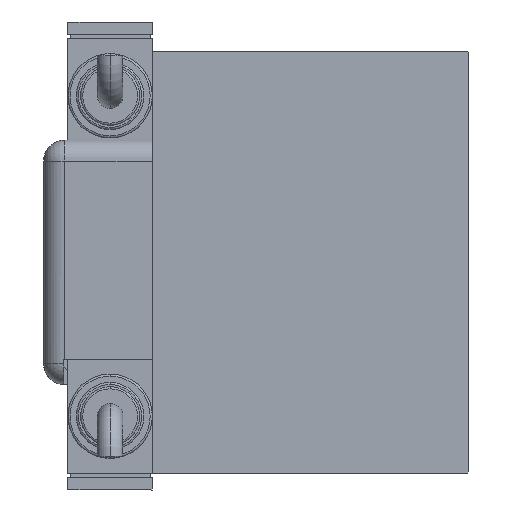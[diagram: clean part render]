
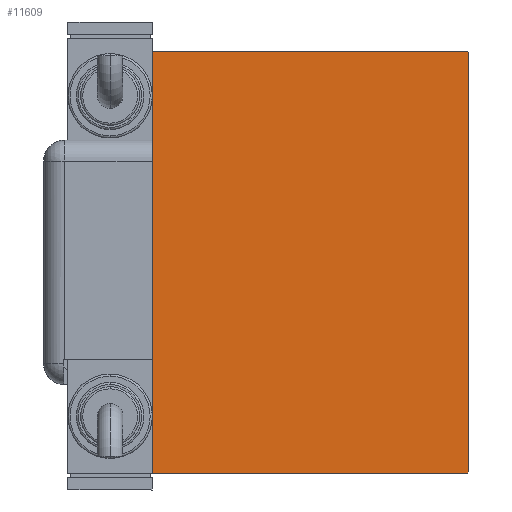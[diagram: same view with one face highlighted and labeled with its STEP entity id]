
A CAD part, left-side view. The second image highlights one B-rep face of the part: STEP entity #11609.
In plain terms, the highlighted face is planar.
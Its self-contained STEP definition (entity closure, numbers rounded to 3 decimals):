
#1800 = EDGE_CURVE ( 'NONE', #37030, #50958, #45714, .T. ) ;
#3394 = EDGE_LOOP ( 'NONE', ( #38205, #53469, #43518, #5871, #21943, #54527, #56643, #49649 ) ) ;
#4564 = DIRECTION ( 'NONE',  ( 0., 0., 1. ) ) ;
#4655 = VECTOR ( 'NONE', #28987, 1000. ) ;
#5798 = EDGE_CURVE ( 'NONE', #50011, #29669, #6349, .T. ) ;
#5820 = DIRECTION ( 'NONE',  ( 1., 0., 0. ) ) ;
#5871 = ORIENTED_EDGE ( 'NONE', *, *, #34290, .T. ) ;
#6349 = LINE ( 'NONE', #42714, #44109 ) ;
#6923 = CARTESIAN_POINT ( 'NONE',  ( 153., 37.2, 50. ) ) ;
#8700 = VERTEX_POINT ( 'NONE', #6923 ) ;
#10059 = FACE_OUTER_BOUND ( 'NONE', #3394, .T. ) ;
#10338 = CARTESIAN_POINT ( 'NONE',  ( 153., 43.6, -43.6 ) ) ;
#10499 = EDGE_CURVE ( 'NONE', #29669, #48867, #22993, .T. ) ;
#10624 = DIRECTION ( 'NONE',  ( 0., 0.707, 0.707 ) ) ;
#11164 = CARTESIAN_POINT ( 'NONE',  ( 153., -37.5, 49.7 ) ) ;
#11609 = ADVANCED_FACE ( 'NONE', ( #10059 ), #55692, .T. ) ;
#12400 = CARTESIAN_POINT ( 'NONE',  ( 153., -37.5, -50. ) ) ;
#12467 = CARTESIAN_POINT ( 'NONE',  ( 153., 37.2, -50. ) ) ;
#14865 = LINE ( 'NONE', #10338, #20441 ) ;
#15163 = CARTESIAN_POINT ( 'NONE',  ( 153., 0., 0. ) ) ;
#17567 = CARTESIAN_POINT ( 'NONE',  ( 153., -43.6, 43.6 ) ) ;
#19641 = CARTESIAN_POINT ( 'NONE',  ( 153., -43.6, -43.6 ) ) ;
#19879 = DIRECTION ( 'NONE',  ( 0., 0., -1. ) ) ;
#20441 = VECTOR ( 'NONE', #10624, 1000. ) ;
#20580 = LINE ( 'NONE', #34990, #37682 ) ;
#21943 = ORIENTED_EDGE ( 'NONE', *, *, #48499, .T. ) ;
#22993 = LINE ( 'NONE', #19641, #27021 ) ;
#25681 = DIRECTION ( 'NONE',  ( 0., -0.707, 0.707 ) ) ;
#26574 = LINE ( 'NONE', #17567, #37774 ) ;
#27021 = VECTOR ( 'NONE', #45812, 1000. ) ;
#28987 = DIRECTION ( 'NONE',  ( 0., -1., 0. ) ) ;
#29360 = DIRECTION ( 'NONE',  ( 0., -0.707, -0.707 ) ) ;
#29669 = VERTEX_POINT ( 'NONE', #35072 ) ;
#30443 = VERTEX_POINT ( 'NONE', #57158 ) ;
#30708 = DIRECTION ( 'NONE',  ( 0., 1., 0. ) ) ;
#30911 = AXIS2_PLACEMENT_3D ( 'NONE', #15163, #5820, #46101 ) ;
#32271 = CARTESIAN_POINT ( 'NONE',  ( 153., -37.2, -50. ) ) ;
#34290 = EDGE_CURVE ( 'NONE', #50958, #8700, #20580, .T. ) ;
#34389 = VERTEX_POINT ( 'NONE', #12467 ) ;
#34990 = CARTESIAN_POINT ( 'NONE',  ( 153., 43.6, 43.6 ) ) ;
#35072 = CARTESIAN_POINT ( 'NONE',  ( 153., -37.5, -49.7 ) ) ;
#35320 = VECTOR ( 'NONE', #4564, 1000. ) ;
#35363 = EDGE_CURVE ( 'NONE', #34389, #37030, #14865, .T. ) ;
#37030 = VERTEX_POINT ( 'NONE', #58813 ) ;
#37470 = EDGE_CURVE ( 'NONE', #48867, #34389, #53521, .T. ) ;
#37682 = VECTOR ( 'NONE', #25681, 1000. ) ;
#37774 = VECTOR ( 'NONE', #29360, 1000. ) ;
#38005 = LINE ( 'NONE', #51203, #4655 ) ;
#38205 = ORIENTED_EDGE ( 'NONE', *, *, #37470, .T. ) ;
#42714 = CARTESIAN_POINT ( 'NONE',  ( 153., -37.5, 50. ) ) ;
#43518 = ORIENTED_EDGE ( 'NONE', *, *, #1800, .T. ) ;
#44109 = VECTOR ( 'NONE', #19879, 1000. ) ;
#45714 = LINE ( 'NONE', #51872, #35320 ) ;
#45812 = DIRECTION ( 'NONE',  ( 0., 0.707, -0.707 ) ) ;
#46101 = DIRECTION ( 'NONE',  ( 0., 0., -1. ) ) ;
#47122 = CARTESIAN_POINT ( 'NONE',  ( 153., 37.5, 49.7 ) ) ;
#48330 = VECTOR ( 'NONE', #30708, 1000. ) ;
#48499 = EDGE_CURVE ( 'NONE', #8700, #30443, #38005, .T. ) ;
#48867 = VERTEX_POINT ( 'NONE', #32271 ) ;
#49649 = ORIENTED_EDGE ( 'NONE', *, *, #10499, .T. ) ;
#50011 = VERTEX_POINT ( 'NONE', #11164 ) ;
#50958 = VERTEX_POINT ( 'NONE', #47122 ) ;
#51203 = CARTESIAN_POINT ( 'NONE',  ( 153., 37.5, 50. ) ) ;
#51872 = CARTESIAN_POINT ( 'NONE',  ( 153., 37.5, -50. ) ) ;
#53469 = ORIENTED_EDGE ( 'NONE', *, *, #35363, .T. ) ;
#53521 = LINE ( 'NONE', #12400, #48330 ) ;
#54527 = ORIENTED_EDGE ( 'NONE', *, *, #56346, .T. ) ;
#55692 = PLANE ( 'NONE',  #30911 ) ;
#56346 = EDGE_CURVE ( 'NONE', #30443, #50011, #26574, .T. ) ;
#56643 = ORIENTED_EDGE ( 'NONE', *, *, #5798, .T. ) ;
#57158 = CARTESIAN_POINT ( 'NONE',  ( 153., -37.2, 50. ) ) ;
#58813 = CARTESIAN_POINT ( 'NONE',  ( 153., 37.5, -49.7 ) ) ;
